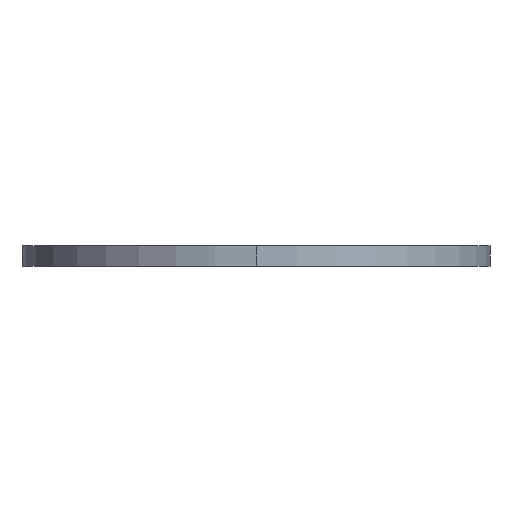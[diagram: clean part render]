
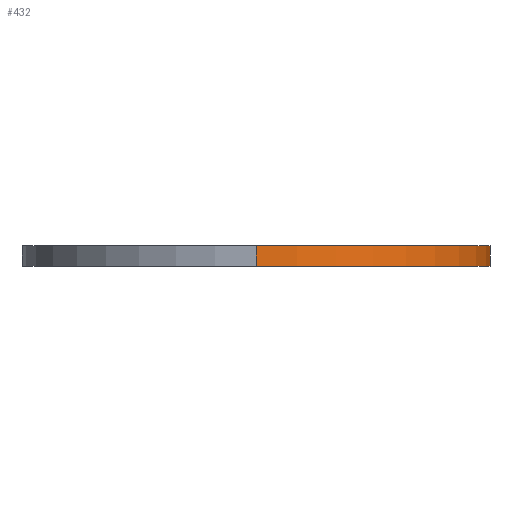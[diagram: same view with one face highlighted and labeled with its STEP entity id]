
A CAD part, left-side view. The second image highlights one B-rep face of the part: STEP entity #432.
In plain terms, the highlighted cylindrical face has radius 57.5 mm (diameter 115 mm), a partial arc.
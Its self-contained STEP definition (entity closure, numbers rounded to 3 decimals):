
#155 = DIRECTION ( 'NONE',  ( -1., 0., 0. ) ) ;
#159 = FACE_OUTER_BOUND ( 'NONE', #417, .T. ) ;
#182 = VERTEX_POINT ( 'NONE', #1013 ) ;
#260 = CIRCLE ( 'NONE', #829, 57.5 ) ;
#318 = DIRECTION ( 'NONE',  ( 0., 0., -1. ) ) ;
#335 = AXIS2_PLACEMENT_3D ( 'NONE', #1409, #1829, #155 ) ;
#401 = EDGE_CURVE ( 'NONE', #980, #182, #923, .T. ) ;
#417 = EDGE_LOOP ( 'NONE', ( #573, #1366, #1484, #659 ) ) ;
#432 = ADVANCED_FACE ( 'NONE', ( #159 ), #1734, .T. ) ;
#446 = CARTESIAN_POINT ( 'NONE',  ( -126., 0., 0. ) ) ;
#534 = EDGE_CURVE ( 'NONE', #1333, #1312, #828, .T. ) ;
#546 = VECTOR ( 'NONE', #1697, 1000. ) ;
#573 = ORIENTED_EDGE ( 'NONE', *, *, #943, .F. ) ;
#589 = VECTOR ( 'NONE', #318, 1000. ) ;
#603 = CARTESIAN_POINT ( 'NONE',  ( -126., -57.5, 5. ) ) ;
#659 = ORIENTED_EDGE ( 'NONE', *, *, #534, .F. ) ;
#824 = CARTESIAN_POINT ( 'NONE',  ( -126., -57.5, 5. ) ) ;
#828 = LINE ( 'NONE', #603, #589 ) ;
#829 = AXIS2_PLACEMENT_3D ( 'NONE', #862, #1001, #1146 ) ;
#862 = CARTESIAN_POINT ( 'NONE',  ( -126., 0., 5. ) ) ;
#923 = LINE ( 'NONE', #1418, #546 ) ;
#943 = EDGE_CURVE ( 'NONE', #980, #1333, #260, .T. ) ;
#980 = VERTEX_POINT ( 'NONE', #1708 ) ;
#1001 = DIRECTION ( 'NONE',  ( 0., 0., 1. ) ) ;
#1013 = CARTESIAN_POINT ( 'NONE',  ( -183.5, 0., 0. ) ) ;
#1116 = CARTESIAN_POINT ( 'NONE',  ( -126., -57.5, 0. ) ) ;
#1146 = DIRECTION ( 'NONE',  ( 1., 0., 0. ) ) ;
#1165 = CIRCLE ( 'NONE', #1362, 57.5 ) ;
#1266 = DIRECTION ( 'NONE',  ( 1., 0., 0. ) ) ;
#1312 = VERTEX_POINT ( 'NONE', #1116 ) ;
#1333 = VERTEX_POINT ( 'NONE', #824 ) ;
#1362 = AXIS2_PLACEMENT_3D ( 'NONE', #446, #1436, #1266 ) ;
#1366 = ORIENTED_EDGE ( 'NONE', *, *, #401, .T. ) ;
#1409 = CARTESIAN_POINT ( 'NONE',  ( -126., 0., 5. ) ) ;
#1418 = CARTESIAN_POINT ( 'NONE',  ( -183.5, 0., 5. ) ) ;
#1436 = DIRECTION ( 'NONE',  ( 0., 0., 1. ) ) ;
#1463 = EDGE_CURVE ( 'NONE', #182, #1312, #1165, .T. ) ;
#1484 = ORIENTED_EDGE ( 'NONE', *, *, #1463, .T. ) ;
#1697 = DIRECTION ( 'NONE',  ( 0., 0., -1. ) ) ;
#1708 = CARTESIAN_POINT ( 'NONE',  ( -183.5, 0., 5. ) ) ;
#1734 = CYLINDRICAL_SURFACE ( 'NONE', #335, 57.5 ) ;
#1829 = DIRECTION ( 'NONE',  ( 0., 0., -1. ) ) ;
